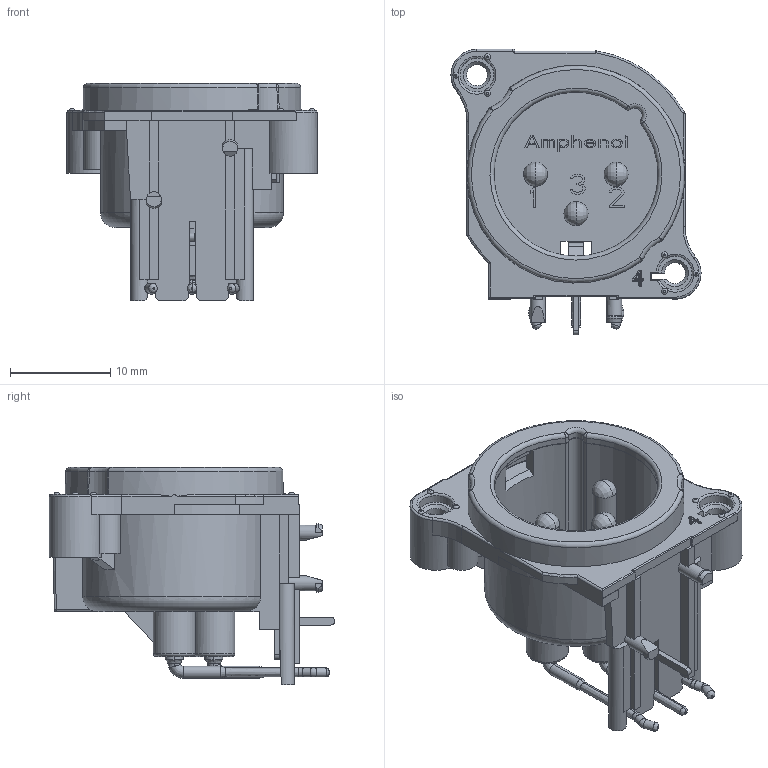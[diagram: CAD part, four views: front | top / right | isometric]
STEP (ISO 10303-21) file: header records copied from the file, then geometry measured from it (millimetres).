
FILE_DESCRIPTION(/* description */ (''),/* implementation_level */ '2;1');
FILE_NAME(/* name */ 'AC3MBH-AU-PRE.stp',/* time_stamp */ '2024-12-17T20:19:42+11:00',/* author */ ('minh'),/* organization */ (''),/* preprocessor_version */ 'ST-DEVELOPER v19.2',/* originating_system */ 'Autodesk Inventor 2023',/* authorisation */ '');
FILE_SCHEMA (('AUTOMOTIVE_DESIGN { 1 0 10303 214 3 1 1 }'));
Length unit declared in the file: inch
Products named in the file (1): AC3MBH-AU-PRE
Bounding box: 25 x 28.55 x 21.7 mm (x, y, z)
Volume: 2538.4 mm3; surface area: 4960.9 mm2
Topology: 1 solids, 6 shells, 994 faces, 2720 edges, 1734 vertices
Faces by surface type: plane 634, cylinder 183, bspline 89, torus 38, sphere 26, cone 24
Full cylindrical faces by diameter (mm): 0.9 x4, 1.3 x2, 1.5 x2, 1.85 x4, 2.1 x1, 3 x1, 3.4 x1, 4.2 x3
Entity records: 37908 total; most frequent: CARTESIAN_POINT 12033, ORIENTED_EDGE 5426, DIRECTION 4844, EDGE_CURVE 2713, LINE 1860, VECTOR 1860, VERTEX_POINT 1734, AXIS2_PLACEMENT_3D 1492
